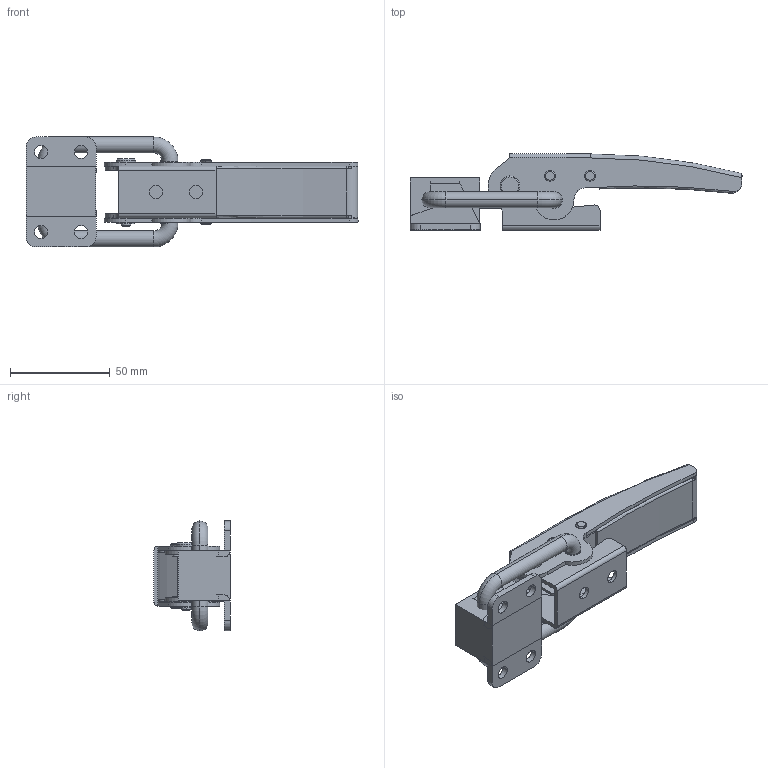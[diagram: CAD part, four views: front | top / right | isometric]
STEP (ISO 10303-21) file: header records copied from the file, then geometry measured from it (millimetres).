
FILE_DESCRIPTION (( 'STEP AP203' ), '1' );
FILE_NAME ('C-1367-A-3.STEP', '2011-12-05T07:50:07', ( '11sw' ), ( 'タキゲン製造株式会社' ), 'SwSTEP 2.0', 'SolidWorks 2011', '' );
FILE_SCHEMA (( 'CONFIG_CONTROL_DESIGN' ));
Length unit declared in the file: millimetre
Products named in the file (9): C-1367-A-3; C-1367-A-3_ハンドルカバー_; C-1367-A-3平座金_; C-1367-A-3ピン_; C-1367-A-3儕儀僢僩_; C-1367-A-3受け_; C-1367-A-3僼僢僋_; C-1367-A-3儀乕僗_; C-1367-A-3僴儞僪儖_
Assembly tree (11 placements, depth 2):
  C-1367-A-3
    C-1367-A-3儀乕僗_
    C-1367-A-3僴儞僪儖_
    C-1367-A-3_ハンドルカバー_
    C-1367-A-3平座金_
    C-1367-A-3ピン_
    C-1367-A-3儕儀僢僩_  x4
    C-1367-A-3受け_
    C-1367-A-3僼僢僋_
Bounding box: 166 x 38 x 55 mm (x, y, z)
Volume: 66448.6 mm3; surface area: 48051.8 mm2
Topology: 12 solids, 12 shells, 252 faces, 614 edges, 392 vertices
Faces by surface type: cylinder 122, plane 96, torus 30, cone 4
Entity records: 7993 total; most frequent: DIRECTION 1308, CARTESIAN_POINT 1233, ORIENTED_EDGE 1132, EDGE_CURVE 566, AXIS2_PLACEMENT_3D 509, VERTEX_POINT 362, VECTOR 290, LINE 290
